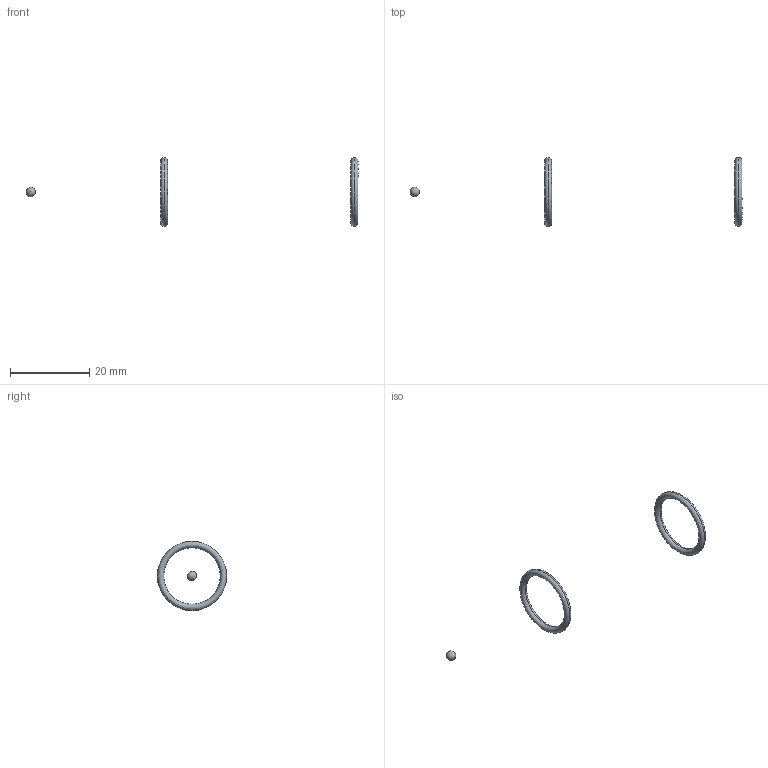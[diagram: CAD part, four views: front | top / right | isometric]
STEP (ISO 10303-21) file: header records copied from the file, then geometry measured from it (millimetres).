
FILE_DESCRIPTION(/* description */ ('Unknown'),/* implementation_level */ '2;1');
FILE_NAME(/* name */ 'CC.050730-001',/* time_stamp */ '2023-07-26T14:22:02+02:00',/* author */ ('Unknown'),/* organization */ ('Unknown'),/* preprocessor_version */ 'ST-DEVELOPER v18.102',/* originating_system */ 'Solid Edge',/* authorisation */ 'Unknown');
FILE_SCHEMA (('AUTOMOTIVE_DESIGN {1 0 10303 214 3 1 1}'));
Length unit declared in the file: millimetre
Products named in the file (2): CC; 005-555-000_Shrinkwrap_1
Assembly tree (1 placements, depth 2):
  CC
    005-555-000_Shrinkwrap_1
Bounding box: 84.03 x 17.5 x 17.5 mm (x, y, z)
Volume: 230.4 mm3; surface area: 548.6 mm2
Topology: 3 solids, 3 shells, 5 faces, 11 edges, 6 vertices
Faces by surface type: bspline 4, sphere 1
Entity records: 360 total; most frequent: CARTESIAN_POINT 198, DIRECTION 24, ORIENTED_EDGE 18, AXIS2_PLACEMENT_3D 12, EDGE_CURVE 9, VERTEX_POINT 6, CIRCLE 5, EDGE_LOOP 5
